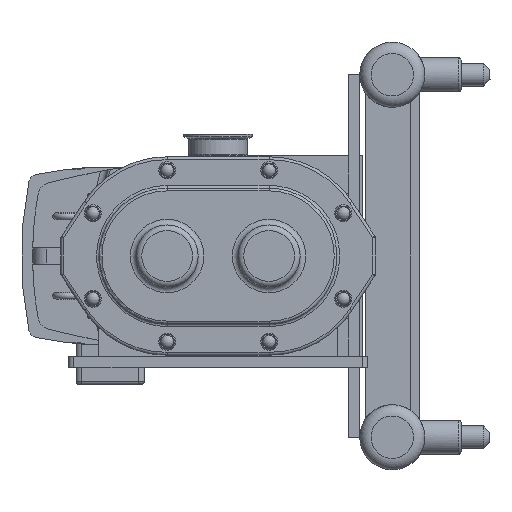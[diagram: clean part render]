
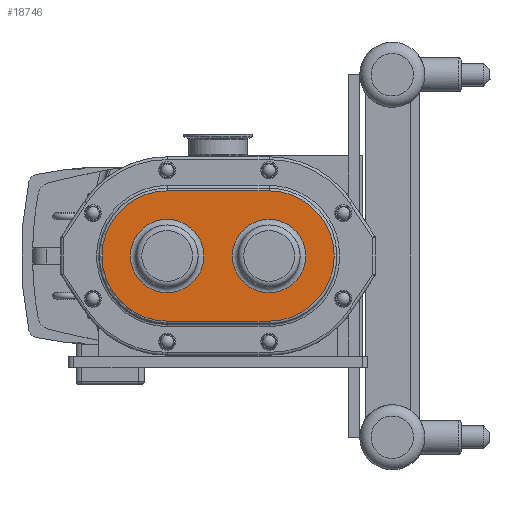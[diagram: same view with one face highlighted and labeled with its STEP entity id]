
A CAD part, left-side view. The second image highlights one B-rep face of the part: STEP entity #18746.
In plain terms, the highlighted planar face has unit normal (-1, 0, 0).
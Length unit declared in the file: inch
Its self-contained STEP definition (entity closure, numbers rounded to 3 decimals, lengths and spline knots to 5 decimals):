
#1271=CIRCLE('',#20520,1.62);
#1272=CIRCLE('',#20522,2.875);
#1273=CIRCLE('',#20523,2.875);
#1274=CIRCLE('',#20524,1.62);
#1805=FACE_BOUND('',#4305,.T.);
#1806=FACE_BOUND('',#4306,.T.);
#2246=PLANE('',#20521);
#3167=FACE_OUTER_BOUND('',#4304,.T.);
#4304=EDGE_LOOP('',(#16436,#16437,#16438,#16439));
#4305=EDGE_LOOP('',(#16440));
#4306=EDGE_LOOP('',(#16441));
#5710=LINE('',#34327,#7082);
#5711=LINE('',#34331,#7083);
#7082=VECTOR('',#25271,0.3937);
#7083=VECTOR('',#25274,0.3937);
#8893=VERTEX_POINT('',#34321);
#8894=VERTEX_POINT('',#34325);
#8895=VERTEX_POINT('',#34326);
#8896=VERTEX_POINT('',#34328);
#8897=VERTEX_POINT('',#34330);
#8898=VERTEX_POINT('',#34333);
#11490=EDGE_CURVE('',#8893,#8893,#1271,.T.);
#11491=EDGE_CURVE('',#8894,#8895,#5710,.T.);
#11492=EDGE_CURVE('',#8896,#8894,#1272,.T.);
#11493=EDGE_CURVE('',#8897,#8896,#5711,.T.);
#11494=EDGE_CURVE('',#8895,#8897,#1273,.T.);
#11495=EDGE_CURVE('',#8898,#8898,#1274,.T.);
#16436=ORIENTED_EDGE('',*,*,#11491,.F.);
#16437=ORIENTED_EDGE('',*,*,#11492,.F.);
#16438=ORIENTED_EDGE('',*,*,#11493,.F.);
#16439=ORIENTED_EDGE('',*,*,#11494,.F.);
#16440=ORIENTED_EDGE('',*,*,#11495,.F.);
#16441=ORIENTED_EDGE('',*,*,#11490,.F.);
#18746=ADVANCED_FACE('',(#3167,#1805,#1806),#2246,.T.);
#20520=AXIS2_PLACEMENT_3D('',#34323,#25267,#25268);
#20521=AXIS2_PLACEMENT_3D('',#34324,#25269,#25270);
#20522=AXIS2_PLACEMENT_3D('',#34329,#25272,#25273);
#20523=AXIS2_PLACEMENT_3D('',#34332,#25275,#25276);
#20524=AXIS2_PLACEMENT_3D('',#34334,#25277,#25278);
#25267=DIRECTION('center_axis',(-1.,0.,0.));
#25268=DIRECTION('ref_axis',(0.,0.,1.));
#25269=DIRECTION('center_axis',(-1.,0.,0.));
#25270=DIRECTION('ref_axis',(0.,0.,-1.));
#25271=DIRECTION('',(0.,-1.,0.));
#25272=DIRECTION('center_axis',(1.,0.,0.));
#25273=DIRECTION('ref_axis',(0.,1.,0.));
#25274=DIRECTION('',(0.,1.,0.));
#25275=DIRECTION('center_axis',(1.,0.,0.));
#25276=DIRECTION('ref_axis',(0.,-1.,0.));
#25277=DIRECTION('center_axis',(-1.,0.,0.));
#25278=DIRECTION('ref_axis',(0.,0.,1.));
#34321=CARTESIAN_POINT('',(-1.02,2.25,-1.62));
#34323=CARTESIAN_POINT('Origin',(-1.02,2.25,0.));
#34324=CARTESIAN_POINT('Origin',(-1.02,0.,0.));
#34325=CARTESIAN_POINT('',(-1.02,2.25,2.875));
#34326=CARTESIAN_POINT('',(-1.02,-2.25,2.875));
#34327=CARTESIAN_POINT('',(-1.02,-1.125,2.875));
#34328=CARTESIAN_POINT('',(-1.02,2.25,-2.875));
#34329=CARTESIAN_POINT('Origin',(-1.02,2.25,0.));
#34330=CARTESIAN_POINT('',(-1.02,-2.25,-2.875));
#34331=CARTESIAN_POINT('',(-1.02,1.125,-2.875));
#34332=CARTESIAN_POINT('Origin',(-1.02,-2.25,0.));
#34333=CARTESIAN_POINT('',(-1.02,-2.25,-1.62));
#34334=CARTESIAN_POINT('Origin',(-1.02,-2.25,0.));
